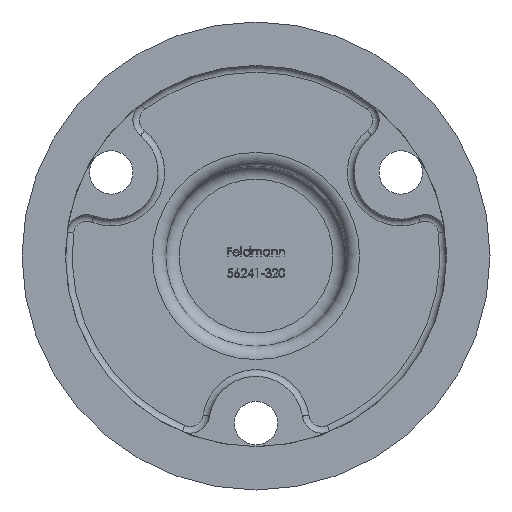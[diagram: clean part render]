
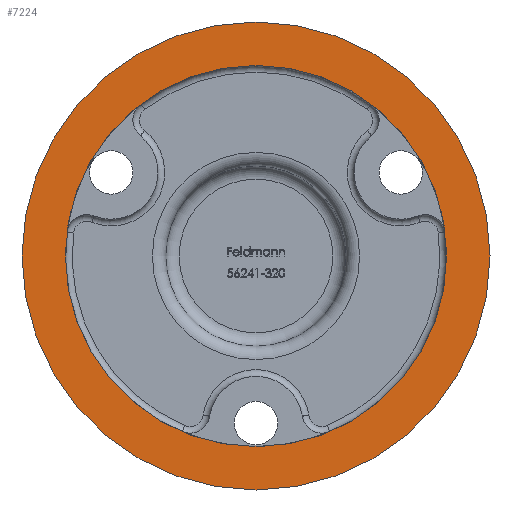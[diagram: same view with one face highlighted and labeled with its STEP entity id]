
A CAD part, front view. The second image highlights one B-rep face of the part: STEP entity #7224.
In plain terms, the highlighted planar face has unit normal (0, -1, 0).
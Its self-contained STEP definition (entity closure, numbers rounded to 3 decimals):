
#671 = CARTESIAN_POINT ( 'NONE',  ( 0., 0., -28.5 ) ) ;
#678 = VERTEX_POINT ( 'NONE', #671 ) ;
#1453 = DIRECTION ( 'NONE',  ( 0., 1., 0. ) ) ;
#2656 = ORIENTED_EDGE ( 'NONE', *, *, #12708, .F. ) ;
#3197 = CARTESIAN_POINT ( 'NONE',  ( 0., 0., 0. ) ) ;
#4437 = EDGE_CURVE ( 'NONE', #10640, #10640, #9181, .T. ) ;
#4983 = EDGE_LOOP ( 'NONE', ( #12839 ) ) ;
#5579 = EDGE_LOOP ( 'NONE', ( #2656 ) ) ;
#5657 = CARTESIAN_POINT ( 'NONE',  ( 0., 0., 0. ) ) ;
#5711 = DIRECTION ( 'NONE',  ( 0., 0., -1. ) ) ;
#6786 = DIRECTION ( 'NONE',  ( 0., 0., 1. ) ) ;
#7224 = ADVANCED_FACE ( 'NONE', ( #8738, #14835 ), #12867, .F. ) ;
#8738 = FACE_OUTER_BOUND ( 'NONE', #4983, .T. ) ;
#9109 = AXIS2_PLACEMENT_3D ( 'NONE', #11255, #1453, #12339 ) ;
#9181 = CIRCLE ( 'NONE', #9109, 35. ) ;
#9247 = AXIS2_PLACEMENT_3D ( 'NONE', #3197, #10406, #6786 ) ;
#10406 = DIRECTION ( 'NONE',  ( 0., 1., 0. ) ) ;
#10519 = AXIS2_PLACEMENT_3D ( 'NONE', #5657, #10601, #5711 ) ;
#10601 = DIRECTION ( 'NONE',  ( 0., -1., 0. ) ) ;
#10640 = VERTEX_POINT ( 'NONE', #13006 ) ;
#11255 = CARTESIAN_POINT ( 'NONE',  ( 0., 0., 0. ) ) ;
#12339 = DIRECTION ( 'NONE',  ( 0., 0., 1. ) ) ;
#12708 = EDGE_CURVE ( 'NONE', #678, #678, #15080, .T. ) ;
#12839 = ORIENTED_EDGE ( 'NONE', *, *, #4437, .F. ) ;
#12867 = PLANE ( 'NONE',  #9247 ) ;
#13006 = CARTESIAN_POINT ( 'NONE',  ( 0., 0., 35. ) ) ;
#14835 = FACE_BOUND ( 'NONE', #5579, .T. ) ;
#15080 = CIRCLE ( 'NONE', #10519, 28.5 ) ;
